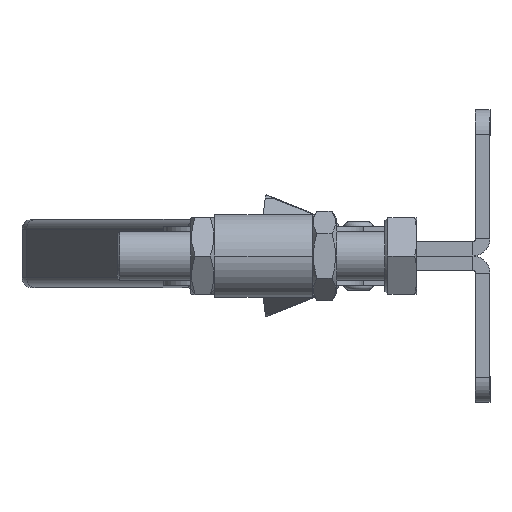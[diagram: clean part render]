
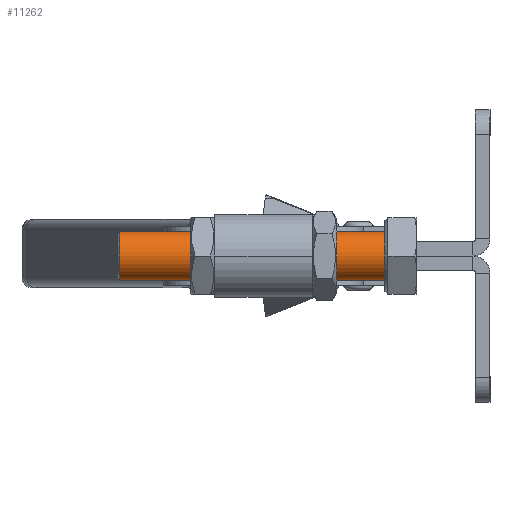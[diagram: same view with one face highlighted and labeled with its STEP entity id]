
A CAD part, left-side view. The second image highlights one B-rep face of the part: STEP entity #11262.
In plain terms, the highlighted cylindrical face has radius 5 mm (diameter 10 mm), a partial arc.
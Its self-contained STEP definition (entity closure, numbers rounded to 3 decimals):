
#4535 = FACE_OUTER_BOUND ( 'NONE', #21043, .T. ) ;
#4553 = CYLINDRICAL_SURFACE ( 'NONE', #16422, 5. ) ;
#5998 = CARTESIAN_POINT ( 'NONE',  ( 61.08, 0., 5. ) ) ;
#6076 = CARTESIAN_POINT ( 'NONE',  ( 61.08, 0., -5. ) ) ;
#6077 = CARTESIAN_POINT ( 'NONE',  ( 6.58, 0., 5. ) ) ;
#11262 = ADVANCED_FACE ( 'NONE', ( #4535 ), #4553, .T. ) ;
#11768 = DIRECTION ( 'NONE',  ( 0., 0., 1. ) ) ;
#11776 = DIRECTION ( 'NONE',  ( -1., 0., 0. ) ) ;
#11777 = CARTESIAN_POINT ( 'NONE',  ( 61.58, 0., 0. ) ) ;
#16422 = AXIS2_PLACEMENT_3D ( 'NONE', #11777, #11776, #11768 ) ;
#16950 = AXIS2_PLACEMENT_3D ( 'NONE', #24401, #24403, #24405 ) ;
#16952 = AXIS2_PLACEMENT_3D ( 'NONE', #24430, #24432, #24433 ) ;
#17238 = VERTEX_POINT ( 'NONE', #5998 ) ;
#17316 = VERTEX_POINT ( 'NONE', #6076 ) ;
#17317 = VERTEX_POINT ( 'NONE', #6077 ) ;
#20636 = VERTEX_POINT ( 'NONE', #21749 ) ;
#21043 = EDGE_LOOP ( 'NONE', ( #23456, #23468, #23467, #23466 ) ) ;
#21749 = CARTESIAN_POINT ( 'NONE',  ( 6.58, 0., -5. ) ) ;
#23456 = ORIENTED_EDGE ( 'NONE', *, *, #26179, .T. ) ;
#23466 = ORIENTED_EDGE ( 'NONE', *, *, #26185, .F. ) ;
#23467 = ORIENTED_EDGE ( 'NONE', *, *, #26184, .T. ) ;
#23468 = ORIENTED_EDGE ( 'NONE', *, *, #26180, .T. ) ;
#24388 = DIRECTION ( 'NONE',  ( -1., 0., 0. ) ) ;
#24400 = CARTESIAN_POINT ( 'NONE',  ( 61.58, 0., -5. ) ) ;
#24401 = CARTESIAN_POINT ( 'NONE',  ( 61.08, 0., 0. ) ) ;
#24403 = DIRECTION ( 'NONE',  ( -1., 0., 0. ) ) ;
#24405 = DIRECTION ( 'NONE',  ( 0., 0., -1. ) ) ;
#24418 = CARTESIAN_POINT ( 'NONE',  ( 61.58, 0., 5. ) ) ;
#24420 = DIRECTION ( 'NONE',  ( -1., 0., 0. ) ) ;
#24430 = CARTESIAN_POINT ( 'NONE',  ( 6.58, 0., 0. ) ) ;
#24432 = DIRECTION ( 'NONE',  ( 1., 0., 0. ) ) ;
#24433 = DIRECTION ( 'NONE',  ( 0., 0., -1. ) ) ;
#26179 = EDGE_CURVE ( 'NONE', #17238, #17316, #28402, .T. ) ;
#26180 = EDGE_CURVE ( 'NONE', #17316, #20636, #28396, .T. ) ;
#26184 = EDGE_CURVE ( 'NONE', #20636, #17317, #28413, .T. ) ;
#26185 = EDGE_CURVE ( 'NONE', #17238, #17317, #28414, .T. ) ;
#28396 = LINE ( 'NONE', #24400, #28408 ) ;
#28402 = CIRCLE ( 'NONE', #16950, 5. ) ;
#28408 = VECTOR ( 'NONE', #24388, 1000. ) ;
#28413 = CIRCLE ( 'NONE', #16952, 5. ) ;
#28414 = LINE ( 'NONE', #24418, #28416 ) ;
#28416 = VECTOR ( 'NONE', #24420, 1000. ) ;
